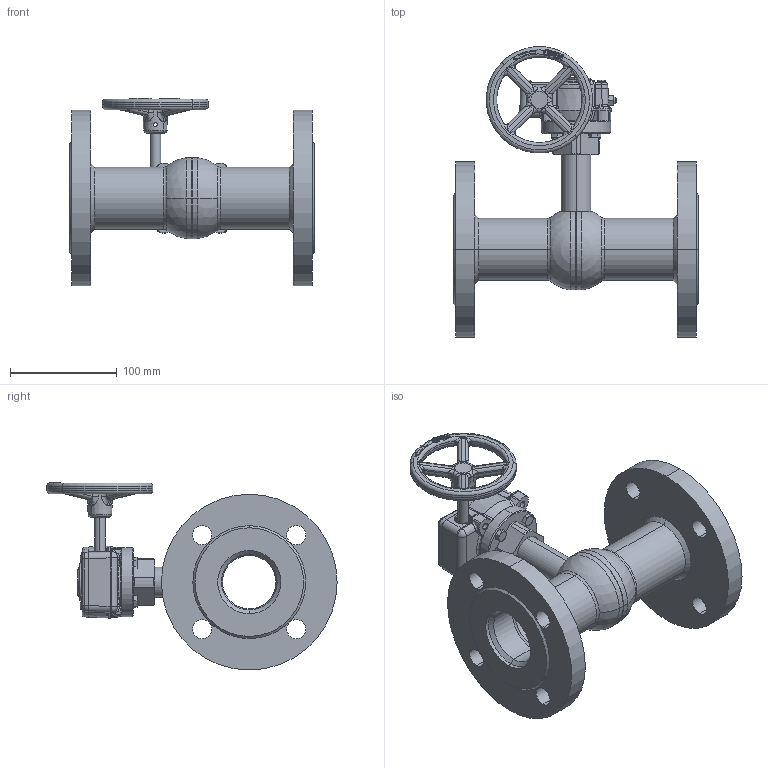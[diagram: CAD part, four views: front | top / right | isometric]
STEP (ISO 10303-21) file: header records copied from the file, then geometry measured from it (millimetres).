
FILE_DESCRIPTION (( 'STEP AP214' ), '1' );
FILE_NAME ('8500440050 480.step', '2025-05-29T08:14:54', ( '' ), ( '' ), 'SwSTEP 2.0', 'SolidWorks 2023', '' );
FILE_SCHEMA (( 'AUTOMOTIVE_DESIGN' ));
Products named in the file (1): 8500440050 480
Bounding box: 230 x 272.53 x 176.5 mm (x, y, z)
Surface area: 228685.4 mm2 (no closed solid volume)
Topology: 0 solids, 24 shells, 899 faces, 2531 edges, 1611 vertices
Faces by surface type: plane 290, bspline 210, cylinder 182, cone 136, torus 55, sphere 26
Entity records: 44142 total; most frequent: CARTESIAN_POINT 23114, ORIENTED_EDGE 4527, DIRECTION 3962, EDGE_CURVE 2531, VERTEX_POINT 1611, AXIS2_PLACEMENT_3D 1542, EDGE_LOOP 979, ADVANCED_FACE 899
